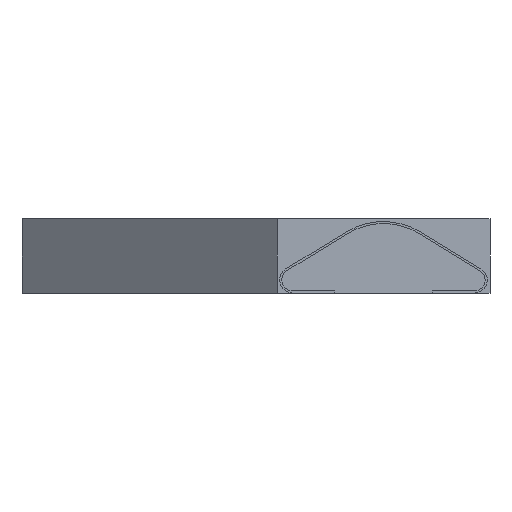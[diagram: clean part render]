
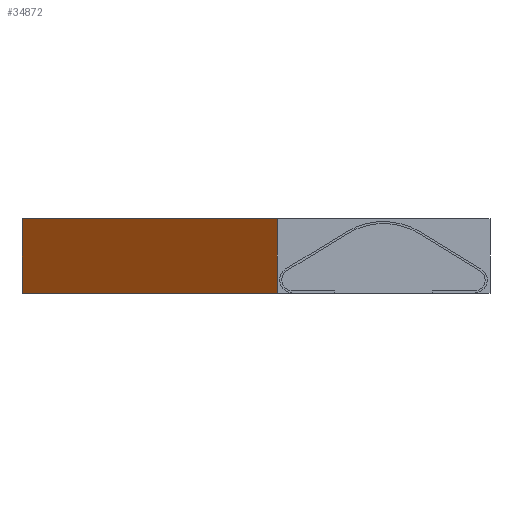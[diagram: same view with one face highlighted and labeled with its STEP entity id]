
A CAD part, left-side view. The second image highlights one B-rep face of the part: STEP entity #34872.
In plain terms, the highlighted face is planar.
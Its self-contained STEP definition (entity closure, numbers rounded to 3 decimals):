
#1565=ORIENTED_EDGE('',*,*,#12437,.T.);
#1566=ORIENTED_EDGE('',*,*,#12438,.F.);
#1567=ORIENTED_EDGE('',*,*,#12439,.F.);
#1568=ORIENTED_EDGE('',*,*,#12434,.T.);
#12434=EDGE_CURVE('',#17871,#17870,#21438,.T.);
#12437=EDGE_CURVE('',#17870,#17873,#21441,.T.);
#12438=EDGE_CURVE('',#17874,#17873,#21442,.T.);
#12439=EDGE_CURVE('',#17871,#17874,#21443,.T.);
#17870=VERTEX_POINT('',#49203);
#17871=VERTEX_POINT('',#49205);
#17873=VERTEX_POINT('',#49211);
#17874=VERTEX_POINT('',#49213);
#21438=LINE('',#49204,#25854);
#21441=LINE('',#49210,#25857);
#21442=LINE('',#49212,#25858);
#21443=LINE('',#49214,#25859);
#25854=VECTOR('',#39334,1000.);
#25857=VECTOR('',#39339,1000.);
#25858=VECTOR('',#39340,1000.);
#25859=VECTOR('',#39341,1000.);
#30270=EDGE_LOOP('',(#1565,#1566,#1567,#1568));
#31974=FACE_BOUND('',#30270,.T.);
#33678=PLANE('',#36604);
#34872=ADVANCED_FACE('',(#31974),#33678,.F.);
#36604=AXIS2_PLACEMENT_3D('',#49209,#39337,#39338);
#39334=DIRECTION('',(0.,1.,0.));
#39337=DIRECTION('',(0.,0.,1.));
#39338=DIRECTION('',(1.,0.,0.));
#39339=DIRECTION('',(1.,0.,0.));
#39340=DIRECTION('',(0.,1.,0.));
#39341=DIRECTION('',(1.,0.,0.));
#49203=CARTESIAN_POINT('',(-1.45,202.045,-4.165));
#49204=CARTESIAN_POINT('',(-1.45,-202.045,-4.165));
#49205=CARTESIAN_POINT('',(-1.45,-202.045,-4.165));
#49209=CARTESIAN_POINT('',(-1.45,-202.045,-4.165));
#49210=CARTESIAN_POINT('',(-1.45,202.045,-4.165));
#49211=CARTESIAN_POINT('',(1.45,202.045,-4.165));
#49212=CARTESIAN_POINT('',(1.45,-202.045,-4.165));
#49213=CARTESIAN_POINT('',(1.45,-202.045,-4.165));
#49214=CARTESIAN_POINT('',(-1.45,-202.045,-4.165));
